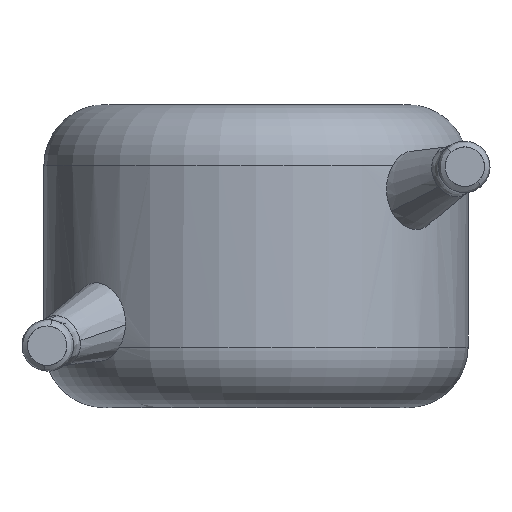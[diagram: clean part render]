
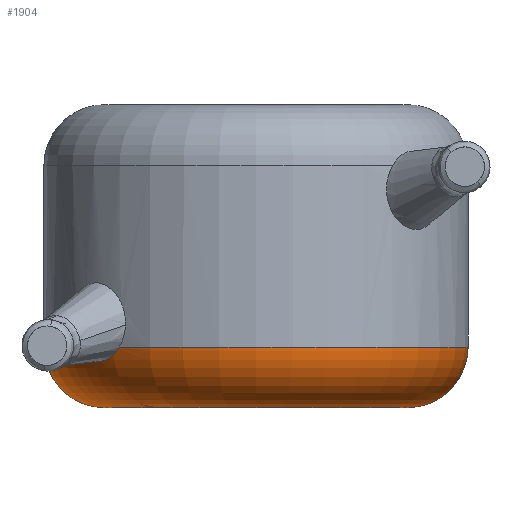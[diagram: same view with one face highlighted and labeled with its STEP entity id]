
A CAD part, front view. The second image highlights one B-rep face of the part: STEP entity #1904.
In plain terms, the highlighted toroidal (fillet/blend) face has major radius 2.5 mm and minor radius 1 mm.
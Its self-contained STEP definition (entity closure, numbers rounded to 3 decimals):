
#84 = CARTESIAN_POINT ( 'NONE',  ( -2.877, -1.995, 0.931 ) ) ;
#101 = DIRECTION ( 'NONE',  ( 0., 1., 0. ) ) ;
#195 = CARTESIAN_POINT ( 'NONE',  ( -2.464, -2.456, 0.787 ) ) ;
#206 = EDGE_CURVE ( 'NONE', #3358, #549, #3895, .T. ) ;
#217 = CARTESIAN_POINT ( 'NONE',  ( -2.352, -2.582, 0.865 ) ) ;
#276 = AXIS2_PLACEMENT_3D ( 'NONE', #2113, #2150, #3408 ) ;
#326 = ORIENTED_EDGE ( 'NONE', *, *, #2871, .F. ) ;
#351 = ORIENTED_EDGE ( 'NONE', *, *, #670, .F. ) ;
#413 = B_SPLINE_CURVE_WITH_KNOTS ( 'NONE', 3,
 ( #1773, #84, #2380, #1574, #4136, #2835, #195, #217, #2489, #529 ),
 .UNSPECIFIED., .F., .F.,
 ( 4, 2, 2, 2, 4 ),
 ( 0., 0., 0.001, 0.001, 0.001 ),
 .UNSPECIFIED. ) ;
#444 = CARTESIAN_POINT ( 'NONE',  ( -2.5, 0., 0. ) ) ;
#480 = CARTESIAN_POINT ( 'NONE',  ( -3.5, 0., 1. ) ) ;
#529 = CARTESIAN_POINT ( 'NONE',  ( -2.256, -2.675, 1. ) ) ;
#549 = VERTEX_POINT ( 'NONE', #444 ) ;
#670 = EDGE_CURVE ( 'NONE', #3004, #1541, #1933, .T. ) ;
#692 = DIRECTION ( 'NONE',  ( 0., 0., 1. ) ) ;
#724 = CARTESIAN_POINT ( 'NONE',  ( 0., 0., 1. ) ) ;
#753 = DIRECTION ( 'NONE',  ( 0., 0., 1. ) ) ;
#1000 = CARTESIAN_POINT ( 'NONE',  ( -2.256, -2.675, 1. ) ) ;
#1256 = AXIS2_PLACEMENT_3D ( 'NONE', #3042, #101, #1786 ) ;
#1263 = AXIS2_PLACEMENT_3D ( 'NONE', #1718, #692, #3336 ) ;
#1318 = CARTESIAN_POINT ( 'NONE',  ( 0., 0., 0. ) ) ;
#1333 = AXIS2_PLACEMENT_3D ( 'NONE', #2316, #2014, #1715 ) ;
#1497 = ORIENTED_EDGE ( 'NONE', *, *, #206, .F. ) ;
#1541 = VERTEX_POINT ( 'NONE', #2210 ) ;
#1569 = CIRCLE ( 'NONE', #1256, 1. ) ;
#1574 = CARTESIAN_POINT ( 'NONE',  ( -2.715, -2.178, 0.793 ) ) ;
#1666 = DIRECTION ( 'NONE',  ( 0., 0., -1. ) ) ;
#1715 = DIRECTION ( 'NONE',  ( 0., 0., -1. ) ) ;
#1718 = CARTESIAN_POINT ( 'NONE',  ( 0., 0., 1. ) ) ;
#1771 = CIRCLE ( 'NONE', #1333, 1. ) ;
#1773 = CARTESIAN_POINT ( 'NONE',  ( -2.913, -1.941, 1. ) ) ;
#1786 = DIRECTION ( 'NONE',  ( -1., 0., 0. ) ) ;
#1904 = ADVANCED_FACE ( 'NONE', ( #2659 ), #3194, .T. ) ;
#1933 = CIRCLE ( 'NONE', #1263, 3.5 ) ;
#2014 = DIRECTION ( 'NONE',  ( 0., -1., 0. ) ) ;
#2050 = DIRECTION ( 'NONE',  ( 1., 0., 0. ) ) ;
#2113 = CARTESIAN_POINT ( 'NONE',  ( 0., 0., 1. ) ) ;
#2150 = DIRECTION ( 'NONE',  ( 0., 0., 1. ) ) ;
#2210 = CARTESIAN_POINT ( 'NONE',  ( 3.5, 0., 1. ) ) ;
#2263 = AXIS2_PLACEMENT_3D ( 'NONE', #724, #753, #2050 ) ;
#2287 = ORIENTED_EDGE ( 'NONE', *, *, #2732, .F. ) ;
#2290 = EDGE_CURVE ( 'NONE', #2347, #2340, #2968, .T. ) ;
#2316 = CARTESIAN_POINT ( 'NONE',  ( 2.5, 0., 1. ) ) ;
#2340 = VERTEX_POINT ( 'NONE', #4074 ) ;
#2347 = VERTEX_POINT ( 'NONE', #480 ) ;
#2380 = CARTESIAN_POINT ( 'NONE',  ( -2.829, -2.051, 0.875 ) ) ;
#2489 = CARTESIAN_POINT ( 'NONE',  ( -2.301, -2.638, 0.925 ) ) ;
#2494 = ORIENTED_EDGE ( 'NONE', *, *, #2649, .T. ) ;
#2649 = EDGE_CURVE ( 'NONE', #3358, #1541, #1771, .T. ) ;
#2659 = FACE_OUTER_BOUND ( 'NONE', #3531, .T. ) ;
#2732 = EDGE_CURVE ( 'NONE', #549, #2347, #1569, .T. ) ;
#2835 = CARTESIAN_POINT ( 'NONE',  ( -2.526, -2.384, 0.768 ) ) ;
#2871 = EDGE_CURVE ( 'NONE', #2340, #3004, #413, .T. ) ;
#2938 = CARTESIAN_POINT ( 'NONE',  ( 2.5, 0., 0. ) ) ;
#2968 = CIRCLE ( 'NONE', #2263, 3.5 ) ;
#3004 = VERTEX_POINT ( 'NONE', #1000 ) ;
#3042 = CARTESIAN_POINT ( 'NONE',  ( -2.5, 0., 1. ) ) ;
#3194 = TOROIDAL_SURFACE ( 'NONE', #276, 2.5, 1. ) ;
#3336 = DIRECTION ( 'NONE',  ( 1., 0., 0. ) ) ;
#3358 = VERTEX_POINT ( 'NONE', #2938 ) ;
#3408 = DIRECTION ( 'NONE',  ( 1., 0., 0. ) ) ;
#3531 = EDGE_LOOP ( 'NONE', ( #2287, #1497, #2494, #351, #326, #4156 ) ) ;
#3659 = AXIS2_PLACEMENT_3D ( 'NONE', #1318, #1666, #4250 ) ;
#3895 = CIRCLE ( 'NONE', #3659, 2.5 ) ;
#4074 = CARTESIAN_POINT ( 'NONE',  ( -2.913, -1.941, 1. ) ) ;
#4136 = CARTESIAN_POINT ( 'NONE',  ( -2.652, -2.245, 0.771 ) ) ;
#4156 = ORIENTED_EDGE ( 'NONE', *, *, #2290, .F. ) ;
#4250 = DIRECTION ( 'NONE',  ( 1., 0., 0. ) ) ;
